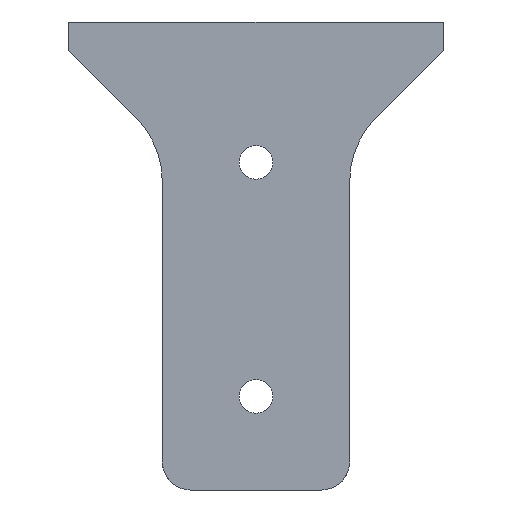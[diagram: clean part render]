
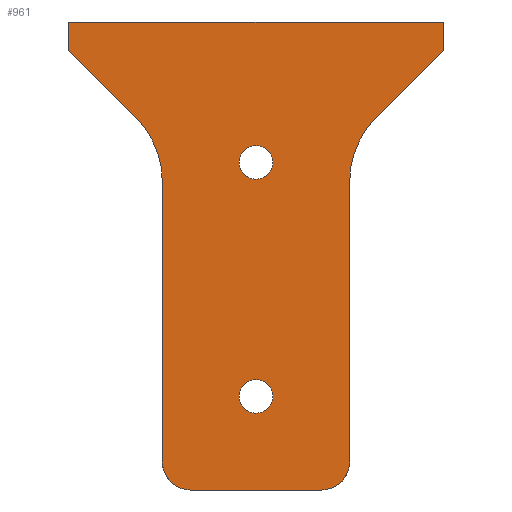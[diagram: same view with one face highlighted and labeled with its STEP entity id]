
A CAD part, front view. The second image highlights one B-rep face of the part: STEP entity #961.
In plain terms, the highlighted planar face has unit normal (0, -1, 0).
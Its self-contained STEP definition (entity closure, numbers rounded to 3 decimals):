
#3 = FACE_BOUND ( 'NONE', #954, .T. ) ;
#8 = CARTESIAN_POINT ( 'NONE',  ( 10., 0., 0. ) ) ;
#12 = ORIENTED_EDGE ( 'NONE', *, *, #522, .T. ) ;
#19 = ORIENTED_EDGE ( 'NONE', *, *, #376, .T. ) ;
#21 = VERTEX_POINT ( 'NONE', #527 ) ;
#24 = DIRECTION ( 'NONE',  ( 0., 0., 1. ) ) ;
#61 = CIRCLE ( 'NONE', #645, 1.8 ) ;
#64 = VERTEX_POINT ( 'NONE', #536 ) ;
#78 = CARTESIAN_POINT ( 'NONE',  ( 10., 0., -50. ) ) ;
#82 = CARTESIAN_POINT ( 'NONE',  ( 20., 0., -46.081 ) ) ;
#89 = CARTESIAN_POINT ( 'NONE',  ( 10., 0., -17.142 ) ) ;
#90 = DIRECTION ( 'NONE',  ( -1., 0., 0. ) ) ;
#115 = DIRECTION ( 'NONE',  ( 0., 1., 0. ) ) ;
#121 = EDGE_CURVE ( 'NONE', #216, #533, #1018, .T. ) ;
#144 = EDGE_CURVE ( 'NONE', #304, #345, #61, .T. ) ;
#153 = VERTEX_POINT ( 'NONE', #353 ) ;
#169 = ORIENTED_EDGE ( 'NONE', *, *, #627, .T. ) ;
#197 = LINE ( 'NONE', #675, #724 ) ;
#207 = FACE_BOUND ( 'NONE', #872, .T. ) ;
#209 = VECTOR ( 'NONE', #977, 1000. ) ;
#214 = VERTEX_POINT ( 'NONE', #861 ) ;
#216 = VERTEX_POINT ( 'NONE', #664 ) ;
#223 = DIRECTION ( 'NONE',  ( 0., 0., 1. ) ) ;
#229 = LINE ( 'NONE', #574, #209 ) ;
#230 = EDGE_CURVE ( 'NONE', #1114, #21, #1061, .T. ) ;
#232 = CARTESIAN_POINT ( 'NONE',  ( 0., 0., -15. ) ) ;
#236 = CARTESIAN_POINT ( 'NONE',  ( 0., 0., -38.2 ) ) ;
#265 = EDGE_CURVE ( 'NONE', #1163, #874, #422, .T. ) ;
#272 = VERTEX_POINT ( 'NONE', #492 ) ;
#279 = CARTESIAN_POINT ( 'NONE',  ( 0., 0., -13.2 ) ) ;
#283 = FACE_OUTER_BOUND ( 'NONE', #1022, .T. ) ;
#292 = DIRECTION ( 'NONE',  ( 0., 0., 1. ) ) ;
#294 = CARTESIAN_POINT ( 'NONE',  ( 20., 0., -3. ) ) ;
#295 = DIRECTION ( 'NONE',  ( -1., 0., 0. ) ) ;
#304 = VERTEX_POINT ( 'NONE', #236 ) ;
#310 = DIRECTION ( 'NONE',  ( 0., 0., 1. ) ) ;
#320 = AXIS2_PLACEMENT_3D ( 'NONE', #715, #1009, #530 ) ;
#330 = VERTEX_POINT ( 'NONE', #911 ) ;
#335 = EDGE_CURVE ( 'NONE', #214, #1163, #786, .T. ) ;
#345 = VERTEX_POINT ( 'NONE', #513 ) ;
#353 = CARTESIAN_POINT ( 'NONE',  ( 12.929, 0., -10.071 ) ) ;
#363 = AXIS2_PLACEMENT_3D ( 'NONE', #907, #1206, #514 ) ;
#364 = ORIENTED_EDGE ( 'NONE', *, *, #682, .T. ) ;
#368 = CARTESIAN_POINT ( 'NONE',  ( 10., 0., 0. ) ) ;
#376 = EDGE_CURVE ( 'NONE', #524, #614, #463, .T. ) ;
#380 = DIRECTION ( 'NONE',  ( 0.707, 0., 0.707 ) ) ;
#422 = LINE ( 'NONE', #704, #1226 ) ;
#448 = VECTOR ( 'NONE', #295, 1000. ) ;
#451 = CARTESIAN_POINT ( 'NONE',  ( 0., 0., -40. ) ) ;
#461 = DIRECTION ( 'NONE',  ( 0., 0., 1. ) ) ;
#463 = CIRCLE ( 'NONE', #677, 1.8 ) ;
#466 = EDGE_CURVE ( 'NONE', #505, #272, #760, .T. ) ;
#478 = CARTESIAN_POINT ( 'NONE',  ( 0., 0., -16.8 ) ) ;
#492 = CARTESIAN_POINT ( 'NONE',  ( 10., 0., -47. ) ) ;
#505 = VERTEX_POINT ( 'NONE', #89 ) ;
#513 = CARTESIAN_POINT ( 'NONE',  ( 0., 0., -41.8 ) ) ;
#514 = DIRECTION ( 'NONE',  ( 0., 0., 1. ) ) ;
#522 = EDGE_CURVE ( 'NONE', #153, #1114, #197, .T. ) ;
#524 = VERTEX_POINT ( 'NONE', #279 ) ;
#525 = ORIENTED_EDGE ( 'NONE', *, *, #335, .T. ) ;
#527 = CARTESIAN_POINT ( 'NONE',  ( 20., 0., 0. ) ) ;
#528 = EDGE_CURVE ( 'NONE', #216, #214, #229, .T. ) ;
#529 = CIRCLE ( 'NONE', #929, 1.8 ) ;
#530 = DIRECTION ( 'NONE',  ( 0., 0., 1. ) ) ;
#533 = VERTEX_POINT ( 'NONE', #686 ) ;
#536 = CARTESIAN_POINT ( 'NONE',  ( 7., 0., -50. ) ) ;
#558 = LINE ( 'NONE', #8, #448 ) ;
#562 = DIRECTION ( 'NONE',  ( 0., 1., 0. ) ) ;
#566 = DIRECTION ( 'NONE',  ( 0., 1., 0. ) ) ;
#570 = DIRECTION ( 'NONE',  ( 0., 0., -1. ) ) ;
#571 = CIRCLE ( 'NONE', #797, 3. ) ;
#574 = CARTESIAN_POINT ( 'NONE',  ( -10., 0., -13. ) ) ;
#597 = ORIENTED_EDGE ( 'NONE', *, *, #771, .T. ) ;
#614 = VERTEX_POINT ( 'NONE', #478 ) ;
#627 = EDGE_CURVE ( 'NONE', #21, #533, #558, .T. ) ;
#645 = AXIS2_PLACEMENT_3D ( 'NONE', #451, #566, #461 ) ;
#664 = CARTESIAN_POINT ( 'NONE',  ( -20., 0., -3. ) ) ;
#670 = ORIENTED_EDGE ( 'NONE', *, *, #1104, .T. ) ;
#675 = CARTESIAN_POINT ( 'NONE',  ( 20., 0., -3. ) ) ;
#677 = AXIS2_PLACEMENT_3D ( 'NONE', #232, #915, #223 ) ;
#682 = EDGE_CURVE ( 'NONE', #345, #304, #917, .T. ) ;
#684 = CARTESIAN_POINT ( 'NONE',  ( -7., 0., -47. ) ) ;
#686 = CARTESIAN_POINT ( 'NONE',  ( -20., 0., 0. ) ) ;
#687 = ORIENTED_EDGE ( 'NONE', *, *, #265, .T. ) ;
#689 = CARTESIAN_POINT ( 'NONE',  ( 0., 0., -40. ) ) ;
#696 = CARTESIAN_POINT ( 'NONE',  ( -10., 0., -17.142 ) ) ;
#704 = CARTESIAN_POINT ( 'NONE',  ( -10., 0., 0. ) ) ;
#715 = CARTESIAN_POINT ( 'NONE',  ( -20., 0., -17.142 ) ) ;
#717 = ORIENTED_EDGE ( 'NONE', *, *, #528, .T. ) ;
#723 = LINE ( 'NONE', #78, #898 ) ;
#724 = VECTOR ( 'NONE', #380, 1000. ) ;
#750 = DIRECTION ( 'NONE',  ( 0., 0., 1. ) ) ;
#760 = LINE ( 'NONE', #1160, #919 ) ;
#763 = ORIENTED_EDGE ( 'NONE', *, *, #121, .F. ) ;
#766 = ORIENTED_EDGE ( 'NONE', *, *, #957, .F. ) ;
#771 = EDGE_CURVE ( 'NONE', #614, #524, #529, .T. ) ;
#779 = CARTESIAN_POINT ( 'NONE',  ( 7., 0., -47. ) ) ;
#786 = CIRCLE ( 'NONE', #320, 10. ) ;
#787 = VECTOR ( 'NONE', #24, 1000. ) ;
#797 = AXIS2_PLACEMENT_3D ( 'NONE', #684, #893, #976 ) ;
#861 = CARTESIAN_POINT ( 'NONE',  ( -12.929, 0., -10.071 ) ) ;
#872 = EDGE_LOOP ( 'NONE', ( #967, #364 ) ) ;
#874 = VERTEX_POINT ( 'NONE', #1243 ) ;
#878 = DIRECTION ( 'NONE',  ( 0., -1., 0. ) ) ;
#893 = DIRECTION ( 'NONE',  ( 0., -1., 0. ) ) ;
#895 = DIRECTION ( 'NONE',  ( 0., 0., -1. ) ) ;
#898 = VECTOR ( 'NONE', #90, 1000. ) ;
#907 = CARTESIAN_POINT ( 'NONE',  ( 20., 0., -17.142 ) ) ;
#911 = CARTESIAN_POINT ( 'NONE',  ( -7., 0., -50. ) ) ;
#915 = DIRECTION ( 'NONE',  ( 0., 1., 0. ) ) ;
#917 = CIRCLE ( 'NONE', #1032, 1.8 ) ;
#919 = VECTOR ( 'NONE', #570, 1000. ) ;
#922 = ORIENTED_EDGE ( 'NONE', *, *, #1072, .T. ) ;
#929 = AXIS2_PLACEMENT_3D ( 'NONE', #932, #1122, #1118 ) ;
#932 = CARTESIAN_POINT ( 'NONE',  ( 0., 0., -15. ) ) ;
#935 = VECTOR ( 'NONE', #750, 1000. ) ;
#954 = EDGE_LOOP ( 'NONE', ( #19, #597 ) ) ;
#957 = EDGE_CURVE ( 'NONE', #64, #330, #723, .T. ) ;
#959 = AXIS2_PLACEMENT_3D ( 'NONE', #779, #878, #292 ) ;
#961 = ADVANCED_FACE ( 'NONE', ( #283, #207, #3 ), #1167, .F. ) ;
#965 = ORIENTED_EDGE ( 'NONE', *, *, #1177, .T. ) ;
#967 = ORIENTED_EDGE ( 'NONE', *, *, #144, .T. ) ;
#976 = DIRECTION ( 'NONE',  ( 0., 0., 1. ) ) ;
#977 = DIRECTION ( 'NONE',  ( 0.707, 0., -0.707 ) ) ;
#1000 = CIRCLE ( 'NONE', #959, 3. ) ;
#1009 = DIRECTION ( 'NONE',  ( 0., 1., 0. ) ) ;
#1018 = LINE ( 'NONE', #1241, #935 ) ;
#1022 = EDGE_LOOP ( 'NONE', ( #717, #525, #687, #922, #766, #670, #1166, #965, #12, #1164, #169, #763 ) ) ;
#1032 = AXIS2_PLACEMENT_3D ( 'NONE', #689, #115, #310 ) ;
#1061 = LINE ( 'NONE', #82, #787 ) ;
#1072 = EDGE_CURVE ( 'NONE', #874, #330, #571, .T. ) ;
#1094 = AXIS2_PLACEMENT_3D ( 'NONE', #368, #562, #1158 ) ;
#1104 = EDGE_CURVE ( 'NONE', #64, #272, #1000, .T. ) ;
#1114 = VERTEX_POINT ( 'NONE', #294 ) ;
#1118 = DIRECTION ( 'NONE',  ( 0., 0., 1. ) ) ;
#1122 = DIRECTION ( 'NONE',  ( 0., 1., 0. ) ) ;
#1125 = CIRCLE ( 'NONE', #363, 10. ) ;
#1158 = DIRECTION ( 'NONE',  ( 0., 0., 1. ) ) ;
#1160 = CARTESIAN_POINT ( 'NONE',  ( 10., 0., 0. ) ) ;
#1163 = VERTEX_POINT ( 'NONE', #696 ) ;
#1164 = ORIENTED_EDGE ( 'NONE', *, *, #230, .T. ) ;
#1166 = ORIENTED_EDGE ( 'NONE', *, *, #466, .F. ) ;
#1167 = PLANE ( 'NONE',  #1094 ) ;
#1177 = EDGE_CURVE ( 'NONE', #505, #153, #1125, .T. ) ;
#1206 = DIRECTION ( 'NONE',  ( 0., 1., 0. ) ) ;
#1226 = VECTOR ( 'NONE', #895, 1000. ) ;
#1241 = CARTESIAN_POINT ( 'NONE',  ( -20., 0., -46.081 ) ) ;
#1243 = CARTESIAN_POINT ( 'NONE',  ( -10., 0., -47. ) ) ;
